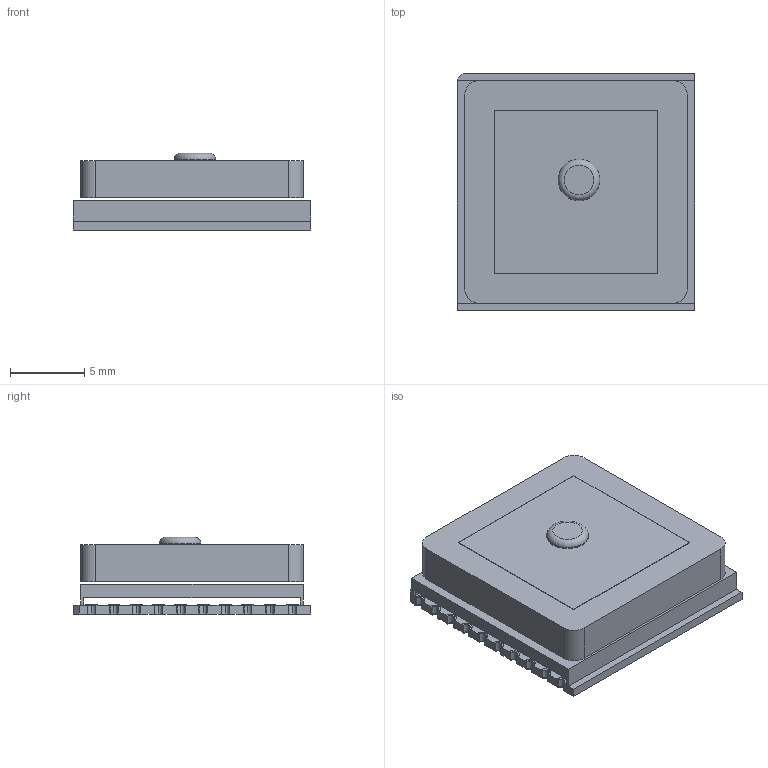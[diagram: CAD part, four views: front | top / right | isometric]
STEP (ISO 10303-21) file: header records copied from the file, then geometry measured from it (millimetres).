
FILE_DESCRIPTION(('FreeCAD Model'),'2;1');
FILE_NAME('Open CASCADE Shape Model','2024-12-05T10:59:42',(''),(''), 'Open CASCADE STEP processor 7.6','FreeCAD','Unknown');
FILE_SCHEMA(('AUTOMOTIVE_DESIGN { 1 0 10303 214 1 1 1 1 }'));
Length unit declared in the file: millimetre
Products named in the file (6): fgpmmopa6h_1; PCB; Shield; Ant; Patch; Compound
Assembly tree (5 placements, depth 2):
  fgpmmopa6h_1
    PCB
    Shield
    Ant
    Patch
    Compound
Bounding box: 16 x 16 x 5.2 mm (x, y, z)
Volume: 778.8 mm3; surface area: 2034.8 mm2
Topology: 24 solids, 24 shells, 308 faces, 766 edges, 508 vertices
Faces by surface type: plane 181, cylinder 126, torus 1
Full cylindrical faces by diameter (mm): 1.2 x1, 2.8 x1
Entity records: 9485 total; most frequent: DIRECTION 1649, CARTESIAN_POINT 1588, ORIENTED_EDGE 1532, EDGE_CURVE 766, AXIS2_PLACEMENT_3D 569, LINE 511, VECTOR 511, VERTEX_POINT 508
